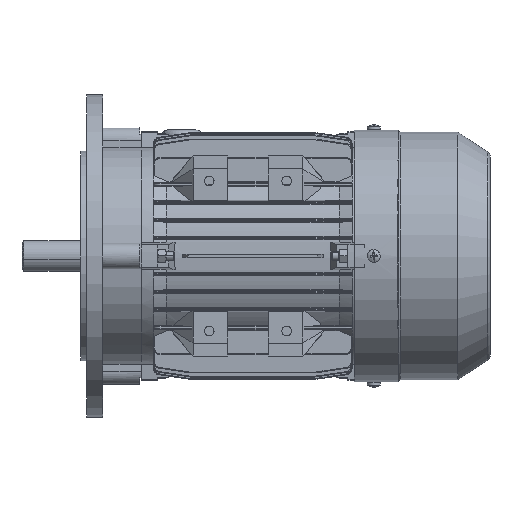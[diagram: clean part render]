
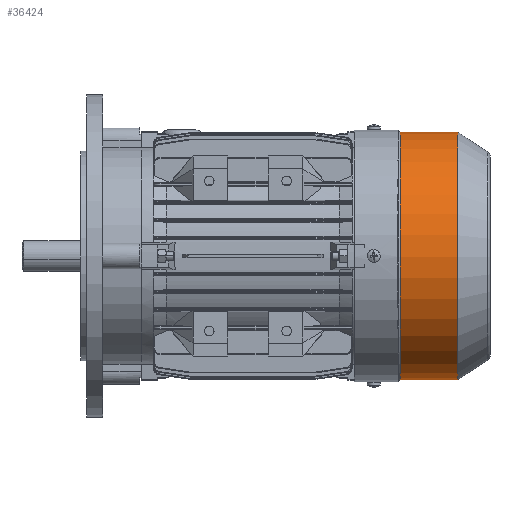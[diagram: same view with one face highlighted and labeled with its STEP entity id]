
A CAD part, front view. The second image highlights one B-rep face of the part: STEP entity #36424.
In plain terms, the highlighted cylindrical face has radius 76.8 mm (diameter 153.6 mm), a partial arc.
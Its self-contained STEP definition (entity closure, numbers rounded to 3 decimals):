
#33875 = EDGE_CURVE ( 'NONE', #33957, #33887, #79657, .T. ) ;
#33887 = VERTEX_POINT ( 'NONE', #79680 ) ;
#33888 = VERTEX_POINT ( 'NONE', #79679 ) ;
#33957 = VERTEX_POINT ( 'NONE', #79848 ) ;
#33958 = VERTEX_POINT ( 'NONE', #79847 ) ;
#33960 = EDGE_CURVE ( 'NONE', #33958, #33888, #79846, .T. ) ;
#36423 = EDGE_CURVE ( 'NONE', #33958, #33957, #84094, .T. ) ;
#36424 = ADVANCED_FACE ( 'NONE', ( #84085 ), #84084, .T. ) ;
#36425 = EDGE_LOOP ( 'NONE', ( #36426, #36427, #36428, #36429 ) ) ;
#36426 = ORIENTED_EDGE ( 'NONE', *, *, #33960, .F. ) ;
#36427 = ORIENTED_EDGE ( 'NONE', *, *, #36423, .T. ) ;
#36428 = ORIENTED_EDGE ( 'NONE', *, *, #33875, .T. ) ;
#36429 = ORIENTED_EDGE ( 'NONE', *, *, #36430, .F. ) ;
#36430 = EDGE_CURVE ( 'NONE', #33888, #33887, #84083, .T. ) ;
#79649 = DIRECTION ( 'NONE',  ( -1., 0., 0. ) ) ;
#79650 = VECTOR ( 'NONE', #79649, 1000. ) ;
#79651 = CARTESIAN_POINT ( 'NONE',  ( 0., 0., 76.8 ) ) ;
#79657 = LINE ( 'NONE', #79651, #79650 ) ;
#79679 = CARTESIAN_POINT ( 'NONE',  ( 28.25, 0., -76.8 ) ) ;
#79680 = CARTESIAN_POINT ( 'NONE',  ( 28.25, 0., 76.8 ) ) ;
#79843 = DIRECTION ( 'NONE',  ( -1., 0., 0. ) ) ;
#79844 = VECTOR ( 'NONE', #79843, 1000. ) ;
#79845 = CARTESIAN_POINT ( 'NONE',  ( 0., 0., -76.8 ) ) ;
#79846 = LINE ( 'NONE', #79845, #79844 ) ;
#79847 = CARTESIAN_POINT ( 'NONE',  ( 64., 0., -76.8 ) ) ;
#79848 = CARTESIAN_POINT ( 'NONE',  ( 64., 0., 76.8 ) ) ;
#84075 = DIRECTION ( 'NONE',  ( 0., 0., 1. ) ) ;
#84076 = DIRECTION ( 'NONE',  ( -1., 0., 0. ) ) ;
#84077 = CARTESIAN_POINT ( 'NONE',  ( 28.25, 0., 0. ) ) ;
#84078 = AXIS2_PLACEMENT_3D ( 'NONE', #84077, #84076, #84075 ) ;
#84079 = DIRECTION ( 'NONE',  ( 0., 0., 1. ) ) ;
#84080 = DIRECTION ( 'NONE',  ( -1., 0., 0. ) ) ;
#84081 = CARTESIAN_POINT ( 'NONE',  ( 0., 0., 0. ) ) ;
#84082 = AXIS2_PLACEMENT_3D ( 'NONE', #84081, #84080, #84079 ) ;
#84083 = CIRCLE ( 'NONE', #84078, 76.8 ) ;
#84084 = CYLINDRICAL_SURFACE ( 'NONE', #84082, 76.8 ) ;
#84085 = FACE_OUTER_BOUND ( 'NONE', #36425, .T. ) ;
#84086 = DIRECTION ( 'NONE',  ( 0., 0., 1. ) ) ;
#84087 = DIRECTION ( 'NONE',  ( -1., 0., 0. ) ) ;
#84088 = CARTESIAN_POINT ( 'NONE',  ( 64., 0., 0. ) ) ;
#84089 = AXIS2_PLACEMENT_3D ( 'NONE', #84088, #84087, #84086 ) ;
#84094 = CIRCLE ( 'NONE', #84089, 76.8 ) ;
